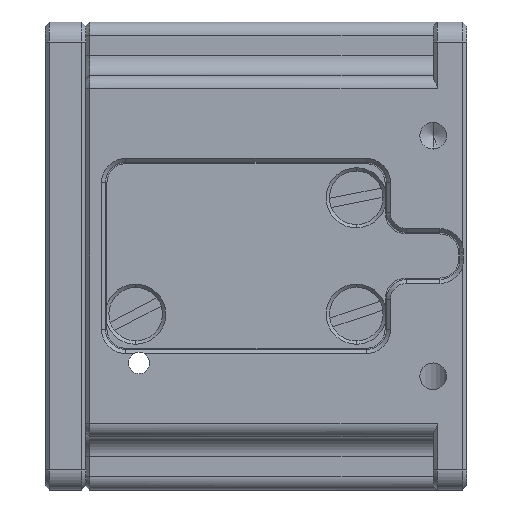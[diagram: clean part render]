
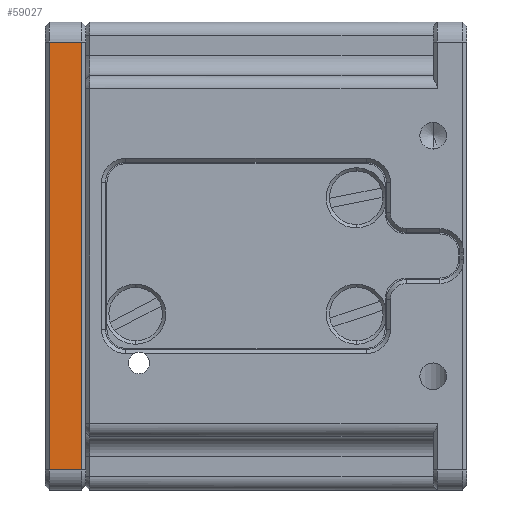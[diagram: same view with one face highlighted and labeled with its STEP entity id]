
A CAD part, left-side view. The second image highlights one B-rep face of the part: STEP entity #59027.
In plain terms, the highlighted planar face has unit normal (-1, 0, 0).
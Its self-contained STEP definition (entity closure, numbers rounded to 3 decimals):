
#13 = CARTESIAN_POINT ( 'NONE',  ( -17.5, 32., -16. ) ) ;
#1479 = EDGE_CURVE ( 'NONE', #25402, #37983, #76213, .T. ) ;
#1634 = ORIENTED_EDGE ( 'NONE', *, *, #67775, .T. ) ;
#11412 = VERTEX_POINT ( 'NONE', #12170 ) ;
#12151 = CARTESIAN_POINT ( 'NONE',  ( -17.5, 31.7, 16. ) ) ;
#12170 = CARTESIAN_POINT ( 'NONE',  ( -17.5, 31.7, -16. ) ) ;
#15571 = AXIS2_PLACEMENT_3D ( 'NONE', #21582, #46767, #46355 ) ;
#17740 = CARTESIAN_POINT ( 'NONE',  ( -17.5, 31.7, -17.5 ) ) ;
#19046 = LINE ( 'NONE', #13, #45363 ) ;
#20511 = ORIENTED_EDGE ( 'NONE', *, *, #1479, .T. ) ;
#21170 = PLANE ( 'NONE',  #15571 ) ;
#21582 = CARTESIAN_POINT ( 'NONE',  ( -17.5, 32., -17.5 ) ) ;
#24344 = LINE ( 'NONE', #17740, #45062 ) ;
#25048 = ORIENTED_EDGE ( 'NONE', *, *, #73642, .T. ) ;
#25402 = VERTEX_POINT ( 'NONE', #41932 ) ;
#27808 = DIRECTION ( 'NONE',  ( 0., 1., 0. ) ) ;
#28197 = FACE_OUTER_BOUND ( 'NONE', #79848, .T. ) ;
#28228 = EDGE_CURVE ( 'NONE', #37983, #50805, #53012, .T. ) ;
#37983 = VERTEX_POINT ( 'NONE', #75317 ) ;
#40619 = CARTESIAN_POINT ( 'NONE',  ( -17.5, 32., 16. ) ) ;
#40769 = ORIENTED_EDGE ( 'NONE', *, *, #28228, .T. ) ;
#41932 = CARTESIAN_POINT ( 'NONE',  ( -17.5, 29.3, -16. ) ) ;
#43744 = DIRECTION ( 'NONE',  ( 0., 0., -1. ) ) ;
#44205 = DIRECTION ( 'NONE',  ( 0., -1., 0. ) ) ;
#45062 = VECTOR ( 'NONE', #43744, 1000. ) ;
#45363 = VECTOR ( 'NONE', #44205, 1000. ) ;
#46355 = DIRECTION ( 'NONE',  ( 0., 0., -1. ) ) ;
#46767 = DIRECTION ( 'NONE',  ( 1., 0., 0. ) ) ;
#50805 = VERTEX_POINT ( 'NONE', #12151 ) ;
#53012 = LINE ( 'NONE', #40619, #76387 ) ;
#55360 = VECTOR ( 'NONE', #76627, 1000. ) ;
#59027 = ADVANCED_FACE ( 'NONE', ( #28197 ), #21170, .F. ) ;
#64622 = CARTESIAN_POINT ( 'NONE',  ( -17.5, 29.3, 16. ) ) ;
#67775 = EDGE_CURVE ( 'NONE', #50805, #11412, #24344, .T. ) ;
#73642 = EDGE_CURVE ( 'NONE', #11412, #25402, #19046, .T. ) ;
#75317 = CARTESIAN_POINT ( 'NONE',  ( -17.5, 29.3, 16. ) ) ;
#76213 = LINE ( 'NONE', #64622, #55360 ) ;
#76387 = VECTOR ( 'NONE', #27808, 1000. ) ;
#76627 = DIRECTION ( 'NONE',  ( 0., 0., 1. ) ) ;
#79848 = EDGE_LOOP ( 'NONE', ( #40769, #1634, #25048, #20511 ) ) ;
